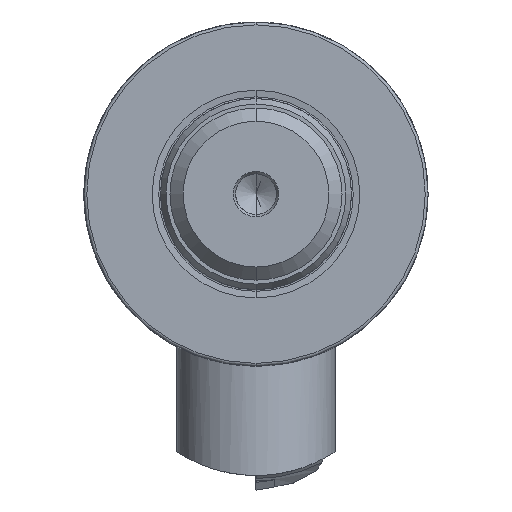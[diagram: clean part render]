
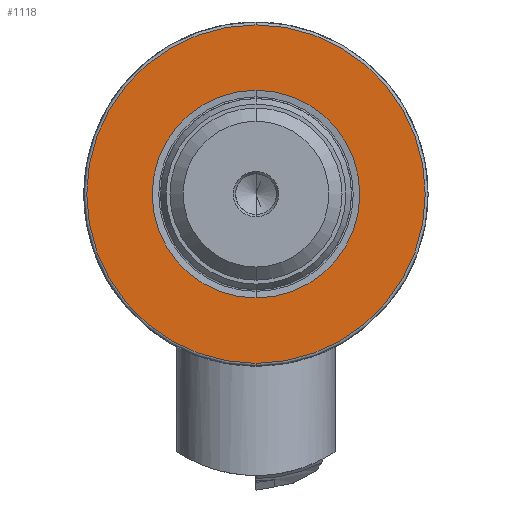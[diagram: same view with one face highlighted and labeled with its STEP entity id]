
A CAD part, left-side view. The second image highlights one B-rep face of the part: STEP entity #1118.
In plain terms, the highlighted planar face has unit normal (-1, 0, 0).
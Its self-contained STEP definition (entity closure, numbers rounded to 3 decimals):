
#1079 = ORIENTED_EDGE ( 'NONE', *, *, #21070, .F. ) ;
#1118 = ADVANCED_FACE ( 'NONE', ( #7462, #18757 ), #3416, .T. ) ;
#1761 = DIRECTION ( 'NONE',  ( 1., 0., 0. ) ) ;
#2056 = DIRECTION ( 'NONE',  ( 1., 0., 0. ) ) ;
#3270 = AXIS2_PLACEMENT_3D ( 'NONE', #15571, #2056, #17824 ) ;
#3292 = CARTESIAN_POINT ( 'NONE',  ( 0., 0., 35.4 ) ) ;
#3416 = PLANE ( 'NONE',  #10188 ) ;
#3848 = DIRECTION ( 'NONE',  ( 1., 0., 0. ) ) ;
#7426 = CARTESIAN_POINT ( 'NONE',  ( 0., 0., 21.715 ) ) ;
#7462 = FACE_BOUND ( 'NONE', #9985, .T. ) ;
#8316 = DIRECTION ( 'NONE',  ( 1., 0., 0. ) ) ;
#8737 = DIRECTION ( 'NONE',  ( -1., 0., 0. ) ) ;
#9181 = EDGE_CURVE ( 'NONE', #24329, #13822, #25120, .T. ) ;
#9445 = AXIS2_PLACEMENT_3D ( 'NONE', #21805, #8316, #24053 ) ;
#9849 = CARTESIAN_POINT ( 'NONE',  ( 0., 0., -35.4 ) ) ;
#9985 = EDGE_LOOP ( 'NONE', ( #25798, #11157 ) ) ;
#10188 = AXIS2_PLACEMENT_3D ( 'NONE', #27063, #8737, #13135 ) ;
#11157 = ORIENTED_EDGE ( 'NONE', *, *, #23422, .T. ) ;
#11575 = VERTEX_POINT ( 'NONE', #7426 ) ;
#12603 = EDGE_LOOP ( 'NONE', ( #1079, #23478 ) ) ;
#12655 = EDGE_CURVE ( 'NONE', #11575, #28069, #26369, .T. ) ;
#12919 = AXIS2_PLACEMENT_3D ( 'NONE', #17349, #3848, #19590 ) ;
#13135 = DIRECTION ( 'NONE',  ( 0., 0., 1. ) ) ;
#13822 = VERTEX_POINT ( 'NONE', #9849 ) ;
#15273 = CARTESIAN_POINT ( 'NONE',  ( 0., 0., 0. ) ) ;
#15571 = CARTESIAN_POINT ( 'NONE',  ( 0., 0., 0. ) ) ;
#17349 = CARTESIAN_POINT ( 'NONE',  ( 0., 0., 0. ) ) ;
#17536 = DIRECTION ( 'NONE',  ( 0., 0., -1. ) ) ;
#17824 = DIRECTION ( 'NONE',  ( 0., 0., -1. ) ) ;
#18757 = FACE_OUTER_BOUND ( 'NONE', #12603, .T. ) ;
#19590 = DIRECTION ( 'NONE',  ( 0., 0., -1. ) ) ;
#21070 = EDGE_CURVE ( 'NONE', #13822, #24329, #22760, .T. ) ;
#21805 = CARTESIAN_POINT ( 'NONE',  ( 0., 0., 0. ) ) ;
#22760 = CIRCLE ( 'NONE', #3270, 35.4 ) ;
#23422 = EDGE_CURVE ( 'NONE', #28069, #11575, #25135, .T. ) ;
#23478 = ORIENTED_EDGE ( 'NONE', *, *, #9181, .F. ) ;
#24053 = DIRECTION ( 'NONE',  ( 0., 0., -1. ) ) ;
#24329 = VERTEX_POINT ( 'NONE', #3292 ) ;
#25120 = CIRCLE ( 'NONE', #29084, 35.4 ) ;
#25135 = CIRCLE ( 'NONE', #12919, 21.715 ) ;
#25798 = ORIENTED_EDGE ( 'NONE', *, *, #12655, .T. ) ;
#26369 = CIRCLE ( 'NONE', #9445, 21.715 ) ;
#27063 = CARTESIAN_POINT ( 'NONE',  ( 0., 21.715, 0. ) ) ;
#27488 = CARTESIAN_POINT ( 'NONE',  ( 0., 0., -21.715 ) ) ;
#28069 = VERTEX_POINT ( 'NONE', #27488 ) ;
#29084 = AXIS2_PLACEMENT_3D ( 'NONE', #15273, #1761, #17536 ) ;
